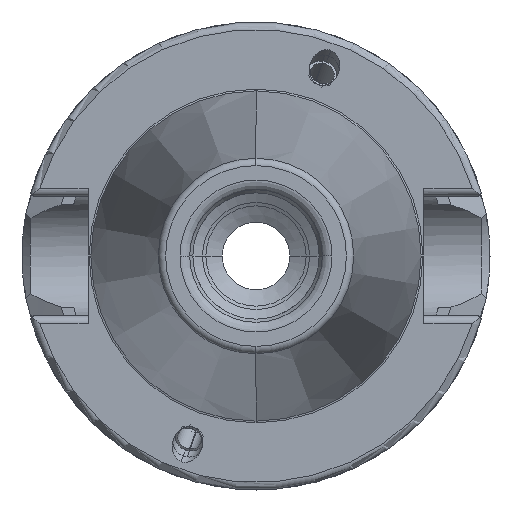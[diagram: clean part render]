
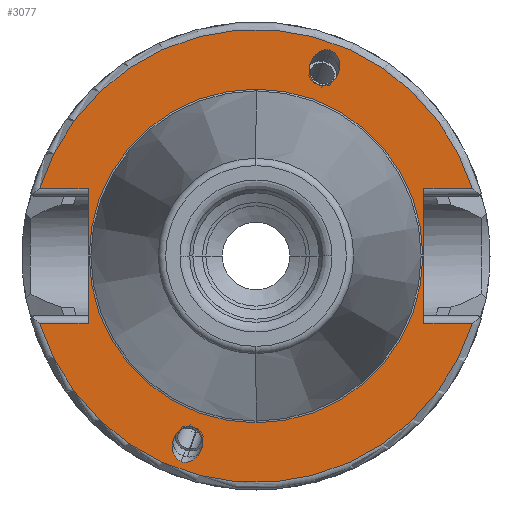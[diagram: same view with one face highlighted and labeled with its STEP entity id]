
A CAD part, left-side view. The second image highlights one B-rep face of the part: STEP entity #3077.
In plain terms, the highlighted planar face has unit normal (-1, 0, 0).
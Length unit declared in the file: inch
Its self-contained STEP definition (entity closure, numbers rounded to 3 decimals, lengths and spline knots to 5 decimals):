
#387=CARTESIAN_POINT('',(0.079,0.,0.));
#388=DIRECTION('',(1.,0.,0.));
#389=DIRECTION('',(0.,0.,1.));
#390=AXIS2_PLACEMENT_3D('',#387,#388,#389);
#392=CARTESIAN_POINT('',(0.079,0.,0.));
#393=DIRECTION('',(1.,0.,0.));
#394=DIRECTION('',(0.,0.,-1.));
#395=AXIS2_PLACEMENT_3D('',#392,#393,#394);
#397=DIRECTION('',(0.,-1.,0.));
#398=VECTOR('',#397,0.2569);
#399=CARTESIAN_POINT('',(0.079,-0.88976,0.35593));
#400=LINE('',#399,#398);
#401=DIRECTION('',(0.,1.,0.));
#402=VECTOR('',#401,0.2569);
#403=CARTESIAN_POINT('',(0.079,-1.14666,-0.35593));
#404=LINE('',#403,#402);
#405=DIRECTION('',(0.,1.,0.));
#406=VECTOR('',#405,0.2569);
#407=CARTESIAN_POINT('',(0.079,0.88976,-0.35593));
#408=LINE('',#407,#406);
#409=DIRECTION('',(0.,-1.,0.));
#410=VECTOR('',#409,0.2569);
#411=CARTESIAN_POINT('',(0.079,1.14666,0.35593));
#412=LINE('',#411,#410);
#413=CARTESIAN_POINT('',(0.079,0.39644,-1.08921));
#414=CARTESIAN_POINT('',(0.079,0.40516,-1.08604));
#415=CARTESIAN_POINT('',(0.079,0.42259,-1.07531));
#416=CARTESIAN_POINT('',(0.079,0.44141,-1.04511));
#417=CARTESIAN_POINT('',(0.079,0.44656,-1.00652));
#418=CARTESIAN_POINT('',(0.079,0.43914,-0.97138));
#419=CARTESIAN_POINT('',(0.079,0.42223,-0.93969));
#420=CARTESIAN_POINT('',(0.079,0.39348,-0.91343));
#421=CARTESIAN_POINT('',(0.079,0.35966,-0.9024));
#422=CARTESIAN_POINT('',(0.079,0.33941,-0.90539));
#423=CARTESIAN_POINT('',(0.079,0.33069,-0.90856));
#425=CARTESIAN_POINT('',(0.079,0.33069,-0.90856));
#426=CARTESIAN_POINT('',(0.079,0.32197,-0.91173));
#427=CARTESIAN_POINT('',(0.079,0.30454,-0.92246));
#428=CARTESIAN_POINT('',(0.079,0.28572,-0.95266));
#429=CARTESIAN_POINT('',(0.079,0.28057,-0.99125));
#430=CARTESIAN_POINT('',(0.079,0.28799,-1.02639));
#431=CARTESIAN_POINT('',(0.079,0.3049,-1.05808));
#432=CARTESIAN_POINT('',(0.079,0.33365,-1.08434));
#433=CARTESIAN_POINT('',(0.079,0.36747,-1.09537));
#434=CARTESIAN_POINT('',(0.079,0.38772,-1.09239));
#435=CARTESIAN_POINT('',(0.079,0.39644,-1.08921));
#437=CARTESIAN_POINT('',(0.079,-0.39644,1.08921));
#438=CARTESIAN_POINT('',(0.079,-0.40516,1.08604));
#439=CARTESIAN_POINT('',(0.079,-0.42259,1.07531));
#440=CARTESIAN_POINT('',(0.079,-0.44141,1.04511));
#441=CARTESIAN_POINT('',(0.079,-0.44656,1.00652));
#442=CARTESIAN_POINT('',(0.079,-0.43914,0.97138));
#443=CARTESIAN_POINT('',(0.079,-0.42223,0.93969));
#444=CARTESIAN_POINT('',(0.079,-0.39348,0.91343));
#445=CARTESIAN_POINT('',(0.079,-0.35966,0.9024));
#446=CARTESIAN_POINT('',(0.079,-0.33941,0.90539));
#447=CARTESIAN_POINT('',(0.079,-0.33069,0.90856));
#449=CARTESIAN_POINT('',(0.079,-0.33069,0.90856));
#450=CARTESIAN_POINT('',(0.079,-0.32197,0.91173));
#451=CARTESIAN_POINT('',(0.079,-0.30454,0.92246));
#452=CARTESIAN_POINT('',(0.079,-0.28572,0.95266));
#453=CARTESIAN_POINT('',(0.079,-0.28057,0.99125));
#454=CARTESIAN_POINT('',(0.079,-0.28799,1.02639));
#455=CARTESIAN_POINT('',(0.079,-0.3049,1.05808));
#456=CARTESIAN_POINT('',(0.079,-0.33365,1.08434));
#457=CARTESIAN_POINT('',(0.079,-0.36747,1.09537));
#458=CARTESIAN_POINT('',(0.079,-0.38772,1.09239));
#459=CARTESIAN_POINT('',(0.079,-0.39644,1.08921));
#569=CARTESIAN_POINT('',(0.079,0.,0.));
#570=DIRECTION('',(-1.,0.,0.));
#571=DIRECTION('',(0.,-0.955,0.296));
#572=AXIS2_PLACEMENT_3D('',#569,#570,#571);
#620=DIRECTION('',(0.,0.,-1.));
#621=VECTOR('',#620,0.71186);
#622=CARTESIAN_POINT('',(0.079,0.88976,0.35593));
#623=LINE('',#622,#621);
#780=CARTESIAN_POINT('',(0.079,0.,0.));
#781=DIRECTION('',(-1.,0.,0.));
#782=DIRECTION('',(0.,0.955,-0.296));
#783=AXIS2_PLACEMENT_3D('',#780,#781,#782);
#811=DIRECTION('',(0.,0.,1.));
#812=VECTOR('',#811,0.71186);
#813=CARTESIAN_POINT('',(0.079,-0.88976,-0.35593));
#814=LINE('',#813,#812);
#2219=CARTESIAN_POINT('',(0.079,0.,0.88419));
#2220=CARTESIAN_POINT('',(0.079,0.,-0.88419));
#2221=VERTEX_POINT('',#2219);
#2222=VERTEX_POINT('',#2220);
#2235=CARTESIAN_POINT('',(0.079,-0.88976,0.35593));
#2236=CARTESIAN_POINT('',(0.079,-1.14666,0.35593));
#2237=VERTEX_POINT('',#2235);
#2238=VERTEX_POINT('',#2236);
#2239=CARTESIAN_POINT('',(0.079,1.14666,0.35593));
#2240=CARTESIAN_POINT('',(0.079,0.88976,0.35593));
#2241=VERTEX_POINT('',#2239);
#2242=VERTEX_POINT('',#2240);
#2243=CARTESIAN_POINT('',(0.079,0.88976,-0.35593));
#2244=CARTESIAN_POINT('',(0.079,1.14666,-0.35593));
#2245=VERTEX_POINT('',#2243);
#2246=VERTEX_POINT('',#2244);
#2247=CARTESIAN_POINT('',(0.079,-1.14666,-0.35593));
#2248=CARTESIAN_POINT('',(0.079,-0.88976,-0.35593));
#2249=VERTEX_POINT('',#2247);
#2250=VERTEX_POINT('',#2248);
#2303=VERTEX_POINT('',#413);
#2304=VERTEX_POINT('',#423);
#2375=CARTESIAN_POINT('',(0.079,-0.39644,1.08921));
#2376=VERTEX_POINT('',#2375);
#2377=CARTESIAN_POINT('',(0.079,-0.33069,0.90856));
#2378=VERTEX_POINT('',#2377);
#3037=CARTESIAN_POINT('',(0.079,0.,0.));
#3038=DIRECTION('',(-1.,0.,0.));
#3039=DIRECTION('',(0.,0.,-1.));
#3040=AXIS2_PLACEMENT_3D('',#3037,#3038,#3039);
#3041=PLANE('',#3040);
#3043=ORIENTED_EDGE('',*,*,#3042,.F.);
#3045=ORIENTED_EDGE('',*,*,#3044,.F.);
#3047=ORIENTED_EDGE('',*,*,#3046,.F.);
#3049=ORIENTED_EDGE('',*,*,#3048,.F.);
#3051=ORIENTED_EDGE('',*,*,#3050,.F.);
#3053=ORIENTED_EDGE('',*,*,#3052,.F.);
#3055=ORIENTED_EDGE('',*,*,#3054,.F.);
#3057=ORIENTED_EDGE('',*,*,#3056,.F.);
#3058=EDGE_LOOP('',(#3043,#3045,#3047,#3049,#3051,#3053,#3055,#3057));
#3059=FACE_OUTER_BOUND('',#3058,.F.);
#3061=ORIENTED_EDGE('',*,*,#3060,.F.);
#3063=ORIENTED_EDGE('',*,*,#3062,.F.);
#3064=EDGE_LOOP('',(#3061,#3063));
#3065=FACE_BOUND('',#3064,.F.);
#3066=ORIENTED_EDGE('',*,*,#3027,.F.);
#3068=ORIENTED_EDGE('',*,*,#3067,.F.);
#3069=EDGE_LOOP('',(#3066,#3068));
#3070=FACE_BOUND('',#3069,.F.);
#3072=ORIENTED_EDGE('',*,*,#3071,.F.);
#3074=ORIENTED_EDGE('',*,*,#3073,.F.);
#3075=EDGE_LOOP('',(#3072,#3074));
#3076=FACE_BOUND('',#3075,.F.);
#3077=ADVANCED_FACE('',(#3059,#3065,#3070,#3076),#3041,.T.);
#391=CIRCLE('',#390,0.88419);
#396=CIRCLE('',#395,0.88419);
#424=B_SPLINE_CURVE_WITH_KNOTS('',3,(#413,#414,#415,#416,#417,#418,#419,#420,
#421,#422,#423),.UNSPECIFIED.,.F.,.F.,(4,1,1,1,1,1,1,1,4),(0.,0.125,0.25,
0.375,0.5,0.625,0.75,0.875,1.),.UNSPECIFIED.);
#436=B_SPLINE_CURVE_WITH_KNOTS('',3,(#425,#426,#427,#428,#429,#430,#431,#432,
#433,#434,#435),.UNSPECIFIED.,.F.,.F.,(4,1,1,1,1,1,1,1,4),(0.,0.125,0.25,
0.375,0.5,0.625,0.75,0.875,1.),.UNSPECIFIED.);
#448=B_SPLINE_CURVE_WITH_KNOTS('',3,(#437,#438,#439,#440,#441,#442,#443,#444,
#445,#446,#447),.UNSPECIFIED.,.F.,.F.,(4,1,1,1,1,1,1,1,4),(0.,0.125,0.25,
0.375,0.5,0.625,0.75,0.875,1.),.UNSPECIFIED.);
#460=B_SPLINE_CURVE_WITH_KNOTS('',3,(#449,#450,#451,#452,#453,#454,#455,#456,
#457,#458,#459),.UNSPECIFIED.,.F.,.F.,(4,1,1,1,1,1,1,1,4),(0.,0.125,0.25,
0.375,0.5,0.625,0.75,0.875,1.),.UNSPECIFIED.);
#573=CIRCLE('',#572,1.20063);
#784=CIRCLE('',#783,1.20063);
#3027=EDGE_CURVE('',#2303,#2304,#424,.T.);
#3042=EDGE_CURVE('',#2237,#2238,#400,.T.);
#3044=EDGE_CURVE('',#2250,#2237,#814,.T.);
#3046=EDGE_CURVE('',#2249,#2250,#404,.T.);
#3048=EDGE_CURVE('',#2246,#2249,#784,.T.);
#3050=EDGE_CURVE('',#2245,#2246,#408,.T.);
#3052=EDGE_CURVE('',#2242,#2245,#623,.T.);
#3054=EDGE_CURVE('',#2241,#2242,#412,.T.);
#3056=EDGE_CURVE('',#2238,#2241,#573,.T.);
#3060=EDGE_CURVE('',#2221,#2222,#391,.T.);
#3062=EDGE_CURVE('',#2222,#2221,#396,.T.);
#3067=EDGE_CURVE('',#2304,#2303,#436,.T.);
#3071=EDGE_CURVE('',#2376,#2378,#448,.T.);
#3073=EDGE_CURVE('',#2378,#2376,#460,.T.);
